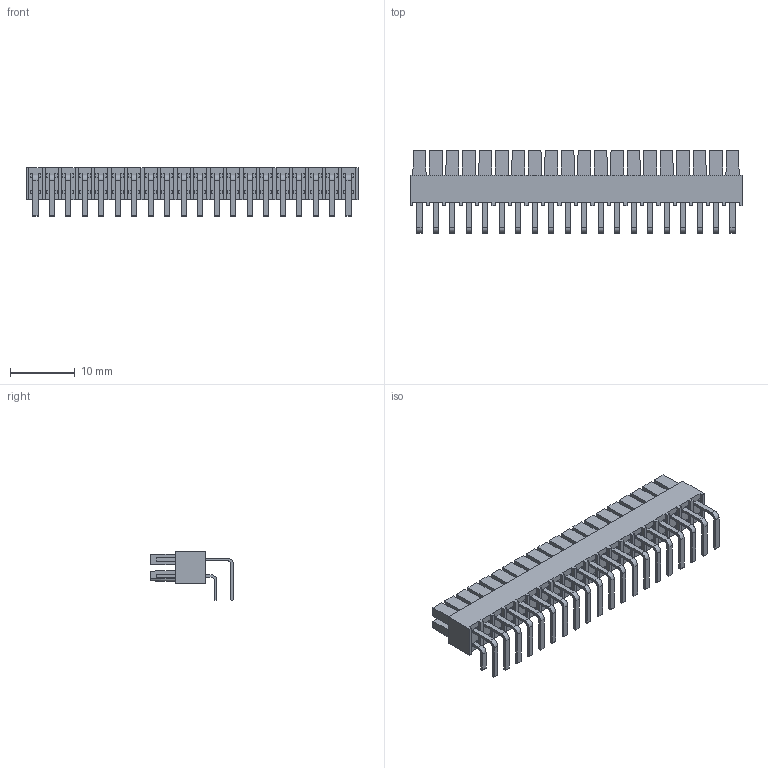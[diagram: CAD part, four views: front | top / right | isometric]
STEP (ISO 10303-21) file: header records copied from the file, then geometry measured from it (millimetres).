
FILE_DESCRIPTION(/* description */ (''),/* implementation_level */ '2;1');
FILE_NAME(/* name */ 'SAMTEC_IPS1-120-01-L-D-RA.stp',/* time_stamp */ '2016-02-17T14:28:23+01:00',/* author */ ('riccim'),/* organization */ (''),/* preprocessor_version */ 'ST-DEVELOPER v15.5',/* originating_system */ 'AutoCAD Mechanical',/* authorisation */ '');
FILE_SCHEMA (('AUTOMOTIVE_DESIGN { 1 0 10303 214 3 1 1 }'));
Length unit declared in the file: millimetre
Products named in the file (1): Product
Bounding box: 51.18 x 12.78 x 7.49 mm (x, y, z)
Volume: 1332 mm3; surface area: 4412.5 mm2
Topology: 41 solids, 41 shells, 1566 faces, 4132 edges, 2648 vertices
Faces by surface type: plane 1446, cylinder 120
Entity records: 47475 total; most frequent: CARTESIAN_POINT 8347, ORIENTED_EDGE 8264, DIRECTION 7506, EDGE_CURVE 4132, LINE 3892, VECTOR 3892, VERTEX_POINT 2648, AXIS2_PLACEMENT_3D 1807
